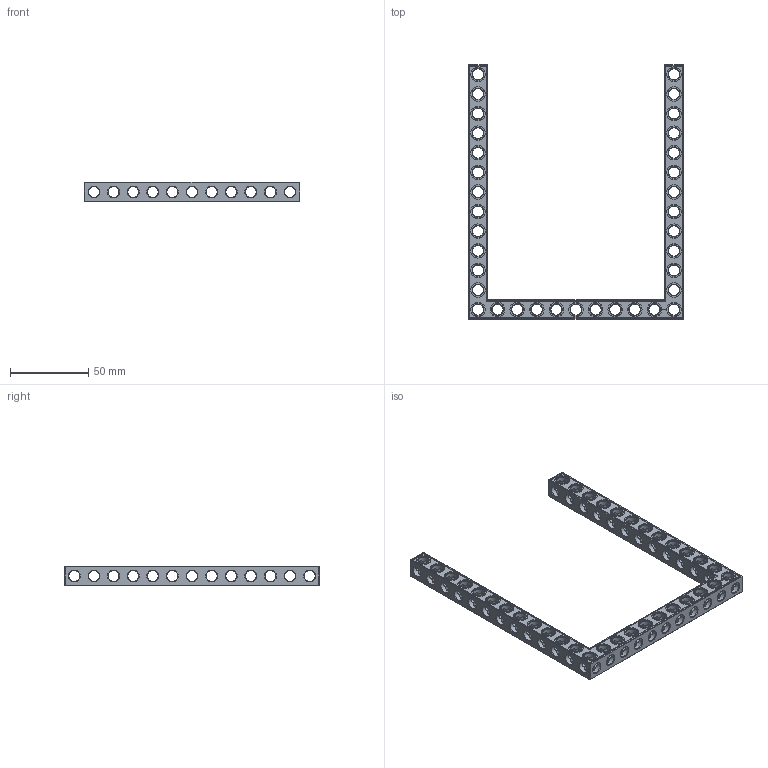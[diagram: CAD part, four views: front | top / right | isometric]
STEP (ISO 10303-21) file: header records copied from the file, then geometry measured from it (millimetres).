
FILE_DESCRIPTION(('FreeCAD Model'),'2;1');
FILE_NAME('Open CASCADE Shape Model','2022-02-26T15:27:30',('Author'),( ''),'Open CASCADE STEP processor 7.5','FreeCAD','Unknown');
FILE_SCHEMA(('AUTOMOTIVE_DESIGN { 1 0 10303 214 1 1 1 1 }'));
Products named in the file (1): Beam AGD ESS USH SYM BU11x13x01 - SPN-BEM-0472 (stemfie.org)
Bounding box: 137.5 x 162.5 x 12.5 mm (x, y, z)
Volume: 34201.2 mm3; surface area: 30554.6 mm2
Topology: 1 solids, 1 shells, 887 faces, 2694 edges, 1737 vertices
Faces by surface type: plane 418, cylinder 211, cone 142, extrusion 116
Full cylindrical faces by diameter (mm): 6.98 x28, 7 x148, 9.2 x35
Entity records: 192247 total; most frequent: CARTESIAN_POINT 141745, DIRECTION 8296, ORIENTED_EDGE 5388, PCURVE 5388, DEFINITIONAL_REPRESENTATION 5388, VECTOR 5169, LINE 5053, EDGE_CURVE 2694
